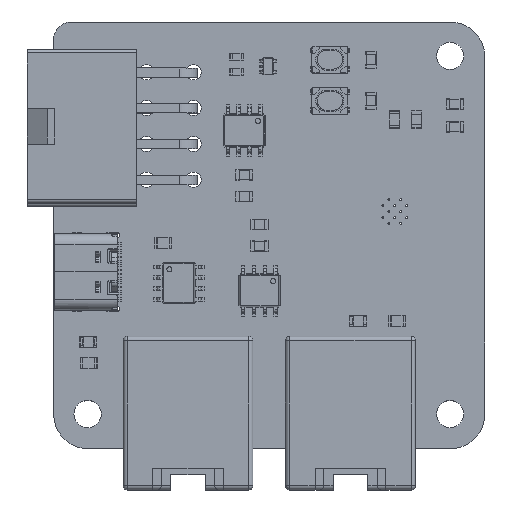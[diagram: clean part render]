
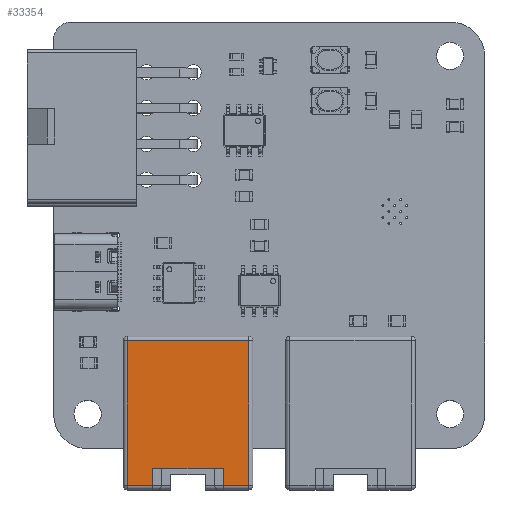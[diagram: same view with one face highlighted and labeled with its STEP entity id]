
A CAD part, top view. The second image highlights one B-rep face of the part: STEP entity #33354.
In plain terms, the highlighted face is planar.
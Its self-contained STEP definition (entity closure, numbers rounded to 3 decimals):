
#33118 = VERTEX_POINT('',#33119);
#33119 = CARTESIAN_POINT('',(-4.15,11.5,7.38));
#33126 = EDGE_CURVE('',#33127,#33118,#33129,.T.);
#33127 = VERTEX_POINT('',#33128);
#33128 = CARTESIAN_POINT('',(-7.12,11.5,7.38));
#33129 = LINE('',#33130,#33131);
#33130 = CARTESIAN_POINT('',(0.,11.5,7.38));
#33131 = VECTOR('',#33132,1.);
#33132 = DIRECTION('',(1.,0.,0.));
#33354 = ADVANCED_FACE('',(#33355),#33412,.F.);
#33355 = FACE_BOUND('',#33356,.T.);
#33356 = EDGE_LOOP('',(#33357,#33358,#33366,#33374,#33382,#33390,#33398,
    #33406));
#33357 = ORIENTED_EDGE('',*,*,#33126,.T.);
#33358 = ORIENTED_EDGE('',*,*,#33359,.F.);
#33359 = EDGE_CURVE('',#33360,#33118,#33362,.T.);
#33360 = VERTEX_POINT('',#33361);
#33361 = CARTESIAN_POINT('',(-4.15,11.5,5.38));
#33362 = LINE('',#33363,#33364);
#33363 = CARTESIAN_POINT('',(-4.15,11.5,5.38));
#33364 = VECTOR('',#33365,1.);
#33365 = DIRECTION('',(-0.,-0.,1.));
#33366 = ORIENTED_EDGE('',*,*,#33367,.F.);
#33367 = EDGE_CURVE('',#33368,#33360,#33370,.T.);
#33368 = VERTEX_POINT('',#33369);
#33369 = CARTESIAN_POINT('',(4.15,11.5,5.38));
#33370 = LINE('',#33371,#33372);
#33371 = CARTESIAN_POINT('',(4.15,11.5,5.38));
#33372 = VECTOR('',#33373,1.);
#33373 = DIRECTION('',(-1.,0.,0.));
#33374 = ORIENTED_EDGE('',*,*,#33375,.T.);
#33375 = EDGE_CURVE('',#33368,#33376,#33378,.T.);
#33376 = VERTEX_POINT('',#33377);
#33377 = CARTESIAN_POINT('',(4.15,11.5,7.38));
#33378 = LINE('',#33379,#33380);
#33379 = CARTESIAN_POINT('',(4.15,11.5,5.38));
#33380 = VECTOR('',#33381,1.);
#33381 = DIRECTION('',(-0.,-0.,1.));
#33382 = ORIENTED_EDGE('',*,*,#33383,.T.);
#33383 = EDGE_CURVE('',#33376,#33384,#33386,.T.);
#33384 = VERTEX_POINT('',#33385);
#33385 = CARTESIAN_POINT('',(7.12,11.5,7.38));
#33386 = LINE('',#33387,#33388);
#33387 = CARTESIAN_POINT('',(0.,11.5,7.38));
#33388 = VECTOR('',#33389,1.);
#33389 = DIRECTION('',(1.,0.,0.));
#33390 = ORIENTED_EDGE('',*,*,#33391,.T.);
#33391 = EDGE_CURVE('',#33384,#33392,#33394,.T.);
#33392 = VERTEX_POINT('',#33393);
#33393 = CARTESIAN_POINT('',(7.12,11.5,-9.62));
#33394 = LINE('',#33395,#33396);
#33395 = CARTESIAN_POINT('',(7.12,11.5,0.));
#33396 = VECTOR('',#33397,1.);
#33397 = DIRECTION('',(0.,0.,-1.));
#33398 = ORIENTED_EDGE('',*,*,#33399,.T.);
#33399 = EDGE_CURVE('',#33392,#33400,#33402,.T.);
#33400 = VERTEX_POINT('',#33401);
#33401 = CARTESIAN_POINT('',(-7.12,11.5,-9.62));
#33402 = LINE('',#33403,#33404);
#33403 = CARTESIAN_POINT('',(0.,11.5,-9.62));
#33404 = VECTOR('',#33405,1.);
#33405 = DIRECTION('',(-1.,0.,0.));
#33406 = ORIENTED_EDGE('',*,*,#33407,.T.);
#33407 = EDGE_CURVE('',#33400,#33127,#33408,.T.);
#33408 = LINE('',#33409,#33410);
#33409 = CARTESIAN_POINT('',(-7.12,11.5,0.));
#33410 = VECTOR('',#33411,1.);
#33411 = DIRECTION('',(0.,0.,1.));
#33412 = PLANE('',#33413);
#33413 = AXIS2_PLACEMENT_3D('',#33414,#33415,#33416);
#33414 = CARTESIAN_POINT('',(0.,11.5,0.));
#33415 = DIRECTION('',(0.,-1.,0.));
#33416 = DIRECTION('',(0.,0.,-1.));
